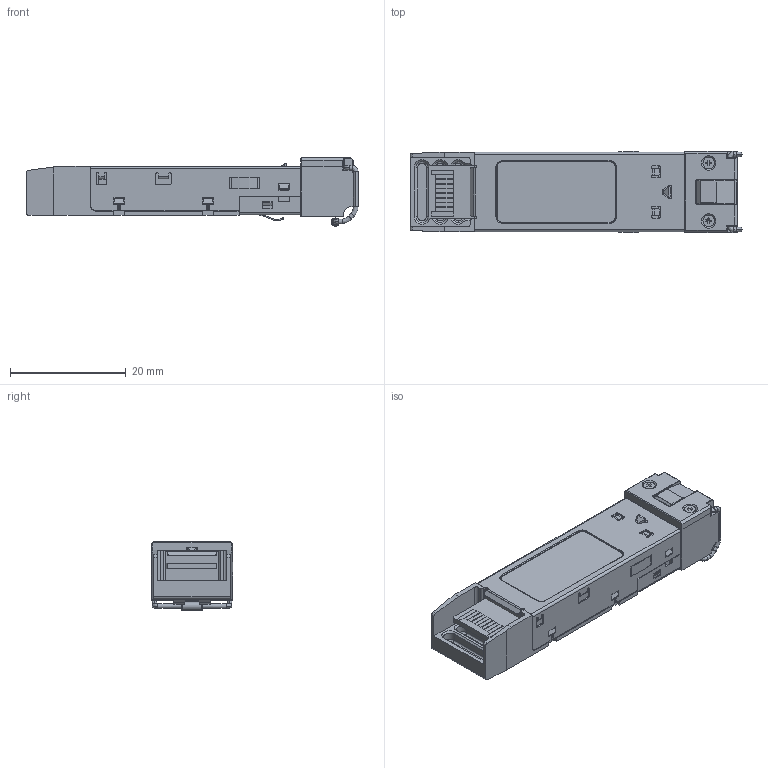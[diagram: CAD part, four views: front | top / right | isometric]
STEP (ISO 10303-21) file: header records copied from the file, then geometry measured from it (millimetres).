
FILE_DESCRIPTION (( 'STEP AP203' ), '1' );
FILE_NAME ('FXC-SFPPDXXER10G_3D.STEP', '2022-07-11T16:41:32', ( '' ), ( '' ), 'SwSTEP 2.0', 'SolidWorks 2021', '' );
FILE_SCHEMA (( 'CONFIG_CONTROL_DESIGN' ));
Products named in the file (1): FXC-SFPPDXXER10G_3D
Bounding box: 57.35 x 14.02 x 11.77 mm (x, y, z)
Volume: 5348.6 mm3; surface area: 6588.2 mm2
Topology: 10 solids, 10 shells, 1252 faces, 3372 edges, 2159 vertices
Faces by surface type: plane 643, cylinder 453, bspline 133, cone 23
Entity records: 41141 total; most frequent: CARTESIAN_POINT 10063, ORIENTED_EDGE 6708, DIRECTION 6249, EDGE_CURVE 3354, VECTOR 2215, LINE 2215, VERTEX_POINT 2159, AXIS2_PLACEMENT_3D 2017
